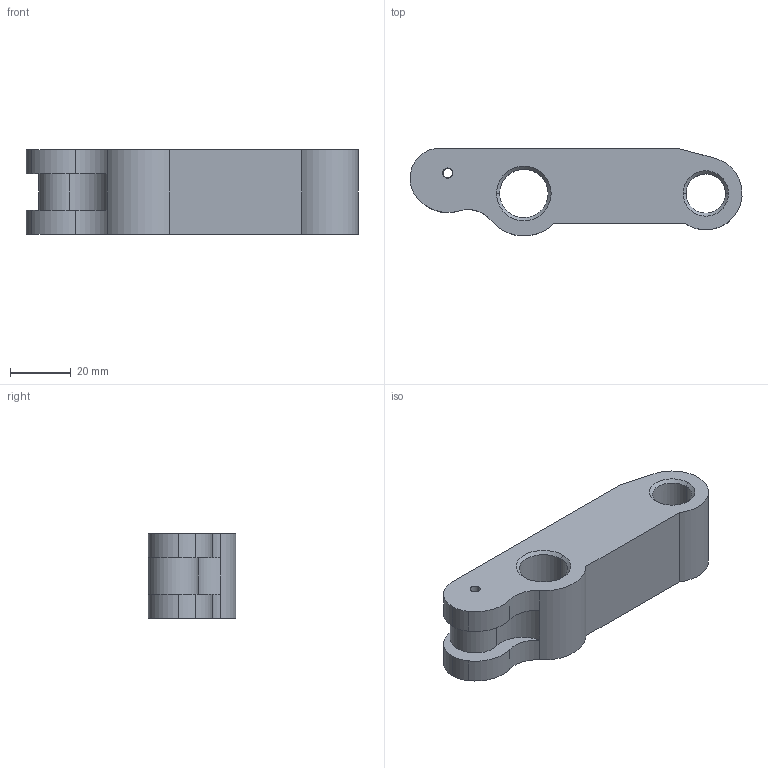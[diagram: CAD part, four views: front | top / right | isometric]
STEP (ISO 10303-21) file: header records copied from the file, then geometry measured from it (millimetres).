
FILE_DESCRIPTION (( 'STEP AP203' ), '1' );
FILE_NAME ('18_默认_sldprt.STEP', '2024-05-21T09:59:29', ( '' ), ( '' ), 'SwSTEP 2.0', 'SolidWorks 2022', '' );
FILE_SCHEMA (( 'CONFIG_CONTROL_DESIGN' ));
Length unit declared in the file: millimetre
Products named in the file (1): 18_默认_sldprt
Bounding box: 109.53 x 28.98 x 28 mm (x, y, z)
Volume: 60037.7 mm3; surface area: 14472.1 mm2
Topology: 1 solids, 1 shells, 49 faces, 119 edges, 72 vertices
Faces by surface type: cylinder 26, cone 16, plane 7
Entity records: 1630 total; most frequent: CARTESIAN_POINT 353, DIRECTION 271, ORIENTED_EDGE 238, EDGE_CURVE 119, AXIS2_PLACEMENT_3D 108, VERTEX_POINT 72, EDGE_LOOP 59, CIRCLE 58
